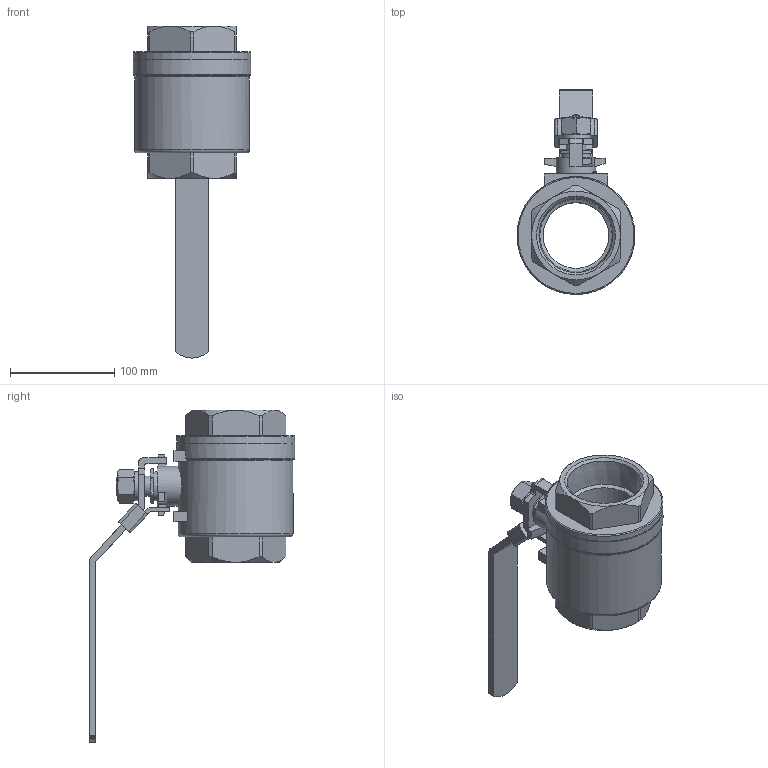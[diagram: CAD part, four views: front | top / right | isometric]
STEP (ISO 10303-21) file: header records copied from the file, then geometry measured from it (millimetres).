
FILE_DESCRIPTION(/* description */ ('STEP AP214'),/* implementation_level */ '2;1');
FILE_NAME(/* name */ '4745224_VZBE-21_2-T-63-D-2-M-V15V16',/* time_stamp */ '2024-09-18T01:46:29+02:00',/* author */ ('License CC BY-ND 4.0'),/* organization */ ('CADENAS'),/* preprocessor_version */ 'ST-DEVELOPER v19.3',/* originating_system */ 'PARTsolutions',/* authorisation */ ' ');
FILE_SCHEMA (('AUTOMOTIVE_DESIGN {1 0 10303 214 3 1 1}'));
Length unit declared in the file: millimetre
Products named in the file (1): 4745224 VZBE-21/2-T-63-D-2-M-V15V16
Bounding box: 113 x 196.5 x 318 mm (x, y, z)
Volume: 854505.4 mm3; surface area: 127139 mm2
Topology: 1 solids, 1 shells, 240 faces, 617 edges, 393 vertices
Faces by surface type: plane 144, cone 53, cylinder 38, torus 5
Full cylindrical faces by diameter (mm): 6.35 x4, 10 x1, 19.05 x1, 28 x2, 38 x1, 63 x1, 110 x1, 113 x2
Entity records: 7229 total; most frequent: CARTESIAN_POINT 1629, ORIENTED_EDGE 1146, DIRECTION 1109, EDGE_CURVE 573, AXIS2_PLACEMENT_3D 402, VERTEX_POINT 384, LINE 305, VECTOR 305
